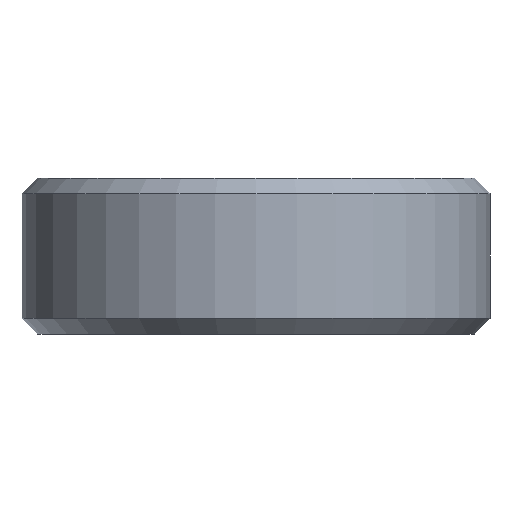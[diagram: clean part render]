
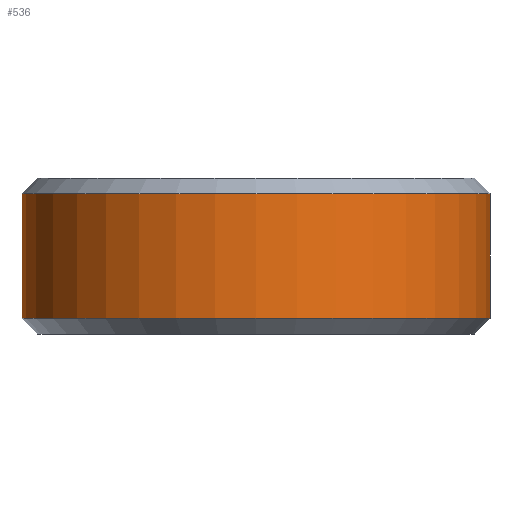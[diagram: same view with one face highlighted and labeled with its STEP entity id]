
A CAD part, front view. The second image highlights one B-rep face of the part: STEP entity #536.
In plain terms, the highlighted cylindrical face has radius 15 mm (diameter 30 mm), a full revolution.
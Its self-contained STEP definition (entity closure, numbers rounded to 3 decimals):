
#46=FACE_OUTER_BOUND('',#76,.T.);
#76=EDGE_LOOP('',(#446,#447,#448,#449,#450,#451));
#130=CIRCLE('',#637,15.);
#131=CIRCLE('',#638,15.);
#132=CIRCLE('',#640,15.);
#133=CIRCLE('',#641,15.);
#160=LINE('',#1000,#187);
#187=VECTOR('',#831,15.);
#239=VERTEX_POINT('',#990);
#240=VERTEX_POINT('',#992);
#241=VERTEX_POINT('',#996);
#242=VERTEX_POINT('',#997);
#317=EDGE_CURVE('',#239,#240,#130,.T.);
#318=EDGE_CURVE('',#240,#239,#131,.T.);
#319=EDGE_CURVE('',#241,#242,#132,.T.);
#320=EDGE_CURVE('',#242,#241,#133,.T.);
#321=EDGE_CURVE('',#242,#240,#160,.T.);
#446=ORIENTED_EDGE('',*,*,#319,.F.);
#447=ORIENTED_EDGE('',*,*,#320,.F.);
#448=ORIENTED_EDGE('',*,*,#321,.T.);
#449=ORIENTED_EDGE('',*,*,#317,.F.);
#450=ORIENTED_EDGE('',*,*,#318,.F.);
#451=ORIENTED_EDGE('',*,*,#321,.F.);
#509=CYLINDRICAL_SURFACE('',#639,15.);
#536=ADVANCED_FACE('',(#46),#509,.T.);
#637=AXIS2_PLACEMENT_3D('',#993,#821,#822);
#638=AXIS2_PLACEMENT_3D('',#994,#823,#824);
#639=AXIS2_PLACEMENT_3D('',#995,#825,#826);
#640=AXIS2_PLACEMENT_3D('',#998,#827,#828);
#641=AXIS2_PLACEMENT_3D('',#999,#829,#830);
#821=DIRECTION('center_axis',(0.,0.,-1.));
#822=DIRECTION('ref_axis',(-1.,0.,0.));
#823=DIRECTION('center_axis',(0.,0.,-1.));
#824=DIRECTION('ref_axis',(-1.,0.,0.));
#825=DIRECTION('center_axis',(0.,0.,1.));
#826=DIRECTION('ref_axis',(1.,0.,0.));
#827=DIRECTION('center_axis',(0.,0.,1.));
#828=DIRECTION('ref_axis',(-1.,0.,0.));
#829=DIRECTION('center_axis',(0.,0.,1.));
#830=DIRECTION('ref_axis',(-1.,0.,0.));
#831=DIRECTION('',(0.,0.,-1.));
#990=CARTESIAN_POINT('',(15.,0.,-4.));
#992=CARTESIAN_POINT('',(-15.,0.,-4.));
#993=CARTESIAN_POINT('Origin',(0.,0.,-4.));
#994=CARTESIAN_POINT('Origin',(0.,0.,-4.));
#995=CARTESIAN_POINT('Origin',(0.,0.,0.));
#996=CARTESIAN_POINT('',(15.,0.,4.));
#997=CARTESIAN_POINT('',(-15.,0.,4.));
#998=CARTESIAN_POINT('Origin',(0.,0.,4.));
#999=CARTESIAN_POINT('Origin',(0.,0.,4.));
#1000=CARTESIAN_POINT('',(-15.,0.,0.));
